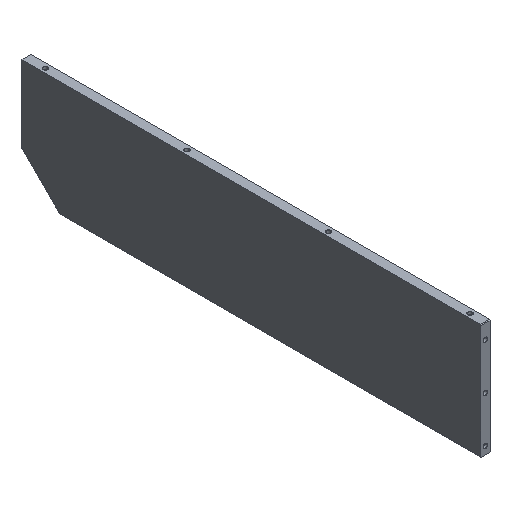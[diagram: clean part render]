
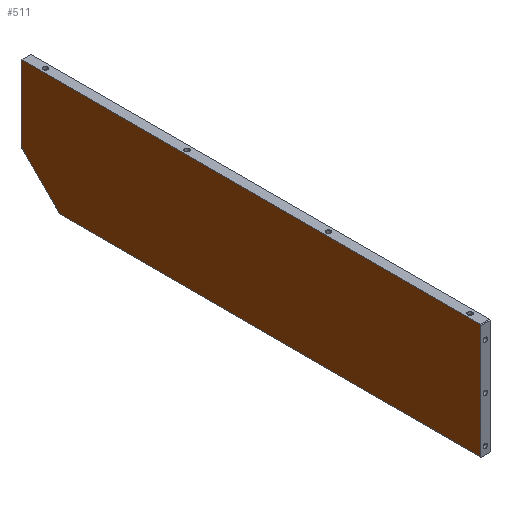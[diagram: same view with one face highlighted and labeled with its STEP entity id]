
A CAD part, isometric view. The second image highlights one B-rep face of the part: STEP entity #511.
In plain terms, the highlighted planar face has unit normal (-1, 0, 0).
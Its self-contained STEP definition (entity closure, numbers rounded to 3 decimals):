
#2=DIRECTION('',(0.,0.,-1.));
#3=VECTOR('',#2,99.793);
#4=CARTESIAN_POINT('',(0.,599.5,0.));
#5=LINE('',#4,#3);
#6=DIRECTION('',(0.,-1.,0.));
#7=VECTOR('',#6,598.5);
#8=CARTESIAN_POINT('',(0.,599.5,0.));
#9=LINE('',#8,#7);
#10=DIRECTION('',(0.,0.707,0.707));
#11=VECTOR('',#10,1.414);
#12=CARTESIAN_POINT('',(0.,0.,-1.));
#13=LINE('',#12,#11);
#14=DIRECTION('',(0.,0.,-1.));
#15=VECTOR('',#14,148.5);
#16=CARTESIAN_POINT('',(0.,0.,-1.));
#17=LINE('',#16,#15);
#18=DIRECTION('',(0.,-1.,0.));
#19=VECTOR('',#18,549.793);
#20=CARTESIAN_POINT('',(0.,549.793,-149.5));
#21=LINE('',#20,#19);
#22=DIRECTION('',(0.,-0.707,-0.707));
#23=VECTOR('',#22,70.296);
#24=CARTESIAN_POINT('',(0.,599.5,-99.793));
#25=LINE('',#24,#23);
#452=CARTESIAN_POINT('',(0.,0.,-1.));
#453=CARTESIAN_POINT('',(0.,1.,0.));
#454=VERTEX_POINT('',#452);
#455=VERTEX_POINT('',#453);
#477=CARTESIAN_POINT('',(0.,599.5,0.));
#479=VERTEX_POINT('',#477);
#480=CARTESIAN_POINT('',(0.,599.5,-99.793));
#481=VERTEX_POINT('',#480);
#484=CARTESIAN_POINT('',(0.,549.793,-149.5));
#485=VERTEX_POINT('',#484);
#488=CARTESIAN_POINT('',(0.,0.,-149.5));
#490=VERTEX_POINT('',#488);
#492=CARTESIAN_POINT('',(0.,0.,0.));
#493=DIRECTION('',(1.,0.,0.));
#494=DIRECTION('',(0.,0.,-1.));
#495=AXIS2_PLACEMENT_3D('',#492,#493,#494);
#496=PLANE('',#495);
#498=ORIENTED_EDGE('',*,*,#497,.F.);
#500=ORIENTED_EDGE('',*,*,#499,.T.);
#502=ORIENTED_EDGE('',*,*,#501,.F.);
#504=ORIENTED_EDGE('',*,*,#503,.T.);
#506=ORIENTED_EDGE('',*,*,#505,.F.);
#508=ORIENTED_EDGE('',*,*,#507,.F.);
#509=EDGE_LOOP('',(#498,#500,#502,#504,#506,#508));
#510=FACE_OUTER_BOUND('',#509,.F.);
#511=ADVANCED_FACE('',(#510),#496,.F.);
#497=EDGE_CURVE('',#479,#481,#5,.T.);
#499=EDGE_CURVE('',#479,#455,#9,.T.);
#501=EDGE_CURVE('',#454,#455,#13,.T.);
#503=EDGE_CURVE('',#454,#490,#17,.T.);
#505=EDGE_CURVE('',#485,#490,#21,.T.);
#507=EDGE_CURVE('',#481,#485,#25,.T.);
